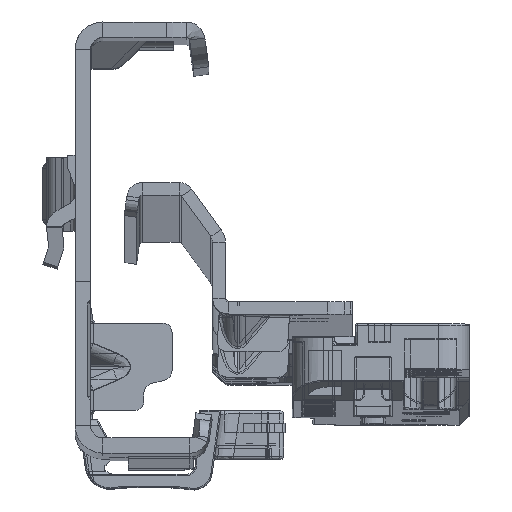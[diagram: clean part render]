
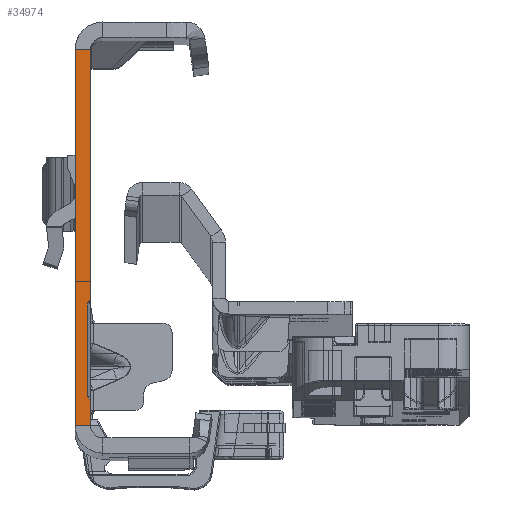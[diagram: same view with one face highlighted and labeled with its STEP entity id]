
A CAD part, top view. The second image highlights one B-rep face of the part: STEP entity #34974.
In plain terms, the highlighted planar face has unit normal (0, 0, 1).
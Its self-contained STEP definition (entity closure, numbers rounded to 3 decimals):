
#773 = CARTESIAN_POINT ( 'NONE',  ( -2.45, -32., 0. ) ) ;
#2681 = CARTESIAN_POINT ( 'NONE',  ( -0.536, -25.45, 0. ) ) ;
#3147 = LINE ( 'NONE', #3788, #15350 ) ;
#3788 = CARTESIAN_POINT ( 'NONE',  ( 0., -30., 0. ) ) ;
#6539 = LINE ( 'NONE', #46165, #87051 ) ;
#8878 = EDGE_CURVE ( 'NONE', #102548, #97509, #19579, .T. ) ;
#9544 = CARTESIAN_POINT ( 'NONE',  ( -0.259, -10.182, 0. ) ) ;
#11445 = DIRECTION ( 'NONE',  ( 0.719, 0.695, 0. ) ) ;
#12210 = FACE_OUTER_BOUND ( 'NONE', #46643, .T. ) ;
#12864 = DIRECTION ( 'NONE',  ( 1., 0., 0. ) ) ;
#12914 = CARTESIAN_POINT ( 'NONE',  ( 0., -30., 0. ) ) ;
#14204 = CARTESIAN_POINT ( 'NONE',  ( 0., -9.932, 0. ) ) ;
#15350 = VECTOR ( 'NONE', #42752, 1000. ) ;
#17114 = ORIENTED_EDGE ( 'NONE', *, *, #54169, .T. ) ;
#17261 = LINE ( 'NONE', #123940, #88445 ) ;
#19308 = EDGE_CURVE ( 'NONE', #67404, #103694, #17261, .T. ) ;
#19579 = LINE ( 'NONE', #60527, #103585 ) ;
#21335 = PLANE ( 'NONE',  #48119 ) ;
#27434 = VERTEX_POINT ( 'NONE', #121556 ) ;
#27460 = CARTESIAN_POINT ( 'NONE',  ( -2.45, -30., 0. ) ) ;
#28722 = CARTESIAN_POINT ( 'NONE',  ( 0., -25.968, 0. ) ) ;
#29940 = DIRECTION ( 'NONE',  ( 0., -1., 0. ) ) ;
#32343 = DIRECTION ( 'NONE',  ( 0., 0., 1. ) ) ;
#34974 = ADVANCED_FACE ( 'NONE', ( #12210 ), #21335, .T. ) ;
#37303 = ORIENTED_EDGE ( 'NONE', *, *, #73174, .T. ) ;
#42149 = VERTEX_POINT ( 'NONE', #27460 ) ;
#42752 = DIRECTION ( 'NONE',  ( -1., 0., 0. ) ) ;
#43055 = ORIENTED_EDGE ( 'NONE', *, *, #8878, .F. ) ;
#44200 = LINE ( 'NONE', #54623, #78952 ) ;
#46165 = CARTESIAN_POINT ( 'NONE',  ( 0., -32., 0. ) ) ;
#46643 = EDGE_LOOP ( 'NONE', ( #80784, #110686, #43055, #17114, #37303, #118066, #98502, #90509 ) ) ;
#48119 = AXIS2_PLACEMENT_3D ( 'NONE', #101926, #32343, #12864 ) ;
#48888 = LINE ( 'NONE', #773, #65842 ) ;
#50821 = DIRECTION ( 'NONE',  ( 0., -1., 0. ) ) ;
#54169 = EDGE_CURVE ( 'NONE', #102548, #27434, #44200, .T. ) ;
#54385 = DIRECTION ( 'NONE',  ( -0.719, 0.695, 0. ) ) ;
#54623 = CARTESIAN_POINT ( 'NONE',  ( 0., 30., 0. ) ) ;
#58959 = LINE ( 'NONE', #9544, #77257 ) ;
#60527 = CARTESIAN_POINT ( 'NONE',  ( 0., -32., 0. ) ) ;
#62518 = VERTEX_POINT ( 'NONE', #122472 ) ;
#65842 = VECTOR ( 'NONE', #50821, 1000. ) ;
#66327 = DIRECTION ( 'NONE',  ( 0., -1., 0. ) ) ;
#66679 = EDGE_CURVE ( 'NONE', #62518, #97509, #58959, .T. ) ;
#67404 = VERTEX_POINT ( 'NONE', #28722 ) ;
#72694 = LINE ( 'NONE', #120149, #81222 ) ;
#73174 = EDGE_CURVE ( 'NONE', #27434, #42149, #48888, .T. ) ;
#77257 = VECTOR ( 'NONE', #11445, 1000. ) ;
#78952 = VECTOR ( 'NONE', #85182, 1000. ) ;
#80784 = ORIENTED_EDGE ( 'NONE', *, *, #123952, .F. ) ;
#81148 = DIRECTION ( 'NONE',  ( 0., -1., 0. ) ) ;
#81222 = VECTOR ( 'NONE', #81148, 1000. ) ;
#85182 = DIRECTION ( 'NONE',  ( -1., 0., 0. ) ) ;
#87051 = VECTOR ( 'NONE', #66327, 1000. ) ;
#88445 = VECTOR ( 'NONE', #54385, 1000. ) ;
#89045 = EDGE_CURVE ( 'NONE', #67404, #103874, #6539, .T. ) ;
#90509 = ORIENTED_EDGE ( 'NONE', *, *, #19308, .T. ) ;
#97509 = VERTEX_POINT ( 'NONE', #14204 ) ;
#97610 = EDGE_CURVE ( 'NONE', #103874, #42149, #3147, .T. ) ;
#98502 = ORIENTED_EDGE ( 'NONE', *, *, #89045, .F. ) ;
#101926 = CARTESIAN_POINT ( 'NONE',  ( -2.45, -32., 0. ) ) ;
#102548 = VERTEX_POINT ( 'NONE', #126719 ) ;
#103585 = VECTOR ( 'NONE', #29940, 1000. ) ;
#103694 = VERTEX_POINT ( 'NONE', #2681 ) ;
#103874 = VERTEX_POINT ( 'NONE', #12914 ) ;
#110686 = ORIENTED_EDGE ( 'NONE', *, *, #66679, .T. ) ;
#118066 = ORIENTED_EDGE ( 'NONE', *, *, #97610, .F. ) ;
#120149 = CARTESIAN_POINT ( 'NONE',  ( -0.536, -9.85, 0. ) ) ;
#121556 = CARTESIAN_POINT ( 'NONE',  ( -2.45, 30., 0. ) ) ;
#122472 = CARTESIAN_POINT ( 'NONE',  ( -0.536, -10.45, 0. ) ) ;
#123940 = CARTESIAN_POINT ( 'NONE',  ( 0.082, -26.047, 0. ) ) ;
#123952 = EDGE_CURVE ( 'NONE', #62518, #103694, #72694, .T. ) ;
#126719 = CARTESIAN_POINT ( 'NONE',  ( 0., 30., 0. ) ) ;
